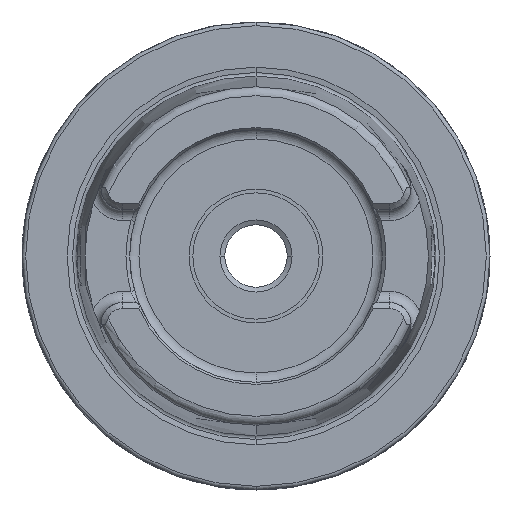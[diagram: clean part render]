
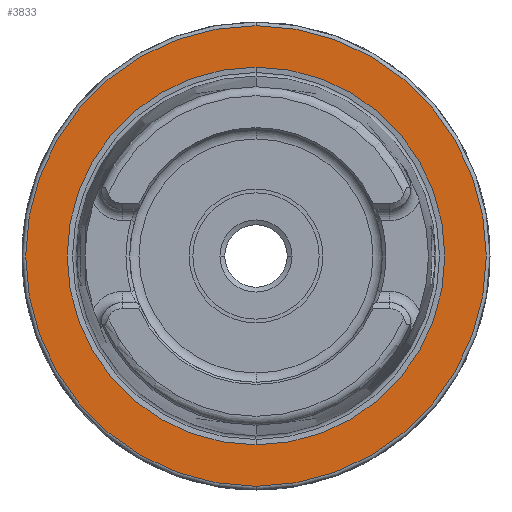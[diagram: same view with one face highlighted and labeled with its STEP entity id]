
A CAD part, left-side view. The second image highlights one B-rep face of the part: STEP entity #3833.
In plain terms, the highlighted planar face has unit normal (-1, 0, 0).
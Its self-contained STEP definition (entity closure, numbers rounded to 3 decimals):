
#884=CARTESIAN_POINT('',(0.,0.,0.));
#885=DIRECTION('',(1.,0.,0.));
#886=DIRECTION('',(0.,0.,-1.));
#887=AXIS2_PLACEMENT_3D('',#884,#885,#886);
#889=CARTESIAN_POINT('',(0.,0.,0.));
#890=DIRECTION('',(1.,0.,0.));
#891=DIRECTION('',(0.,0.,1.));
#892=AXIS2_PLACEMENT_3D('',#889,#890,#891);
#894=CARTESIAN_POINT('',(0.,0.,0.));
#895=DIRECTION('',(-1.,0.,0.));
#896=DIRECTION('',(0.,0.,1.));
#897=AXIS2_PLACEMENT_3D('',#894,#895,#896);
#899=CARTESIAN_POINT('',(0.,0.,0.));
#900=DIRECTION('',(-1.,0.,0.));
#901=DIRECTION('',(0.,0.,-1.));
#902=AXIS2_PLACEMENT_3D('',#899,#900,#901);
#2482=CARTESIAN_POINT('',(0.,0.,-25.42));
#2483=CARTESIAN_POINT('',(0.,0.,25.42));
#2484=VERTEX_POINT('',#2482);
#2485=VERTEX_POINT('',#2483);
#2791=CARTESIAN_POINT('',(0.,0.,31.));
#2792=CARTESIAN_POINT('',(0.,0.,-31.));
#2793=VERTEX_POINT('',#2791);
#2794=VERTEX_POINT('',#2792);
#3817=CARTESIAN_POINT('',(0.,0.,0.));
#3818=DIRECTION('',(1.,0.,0.));
#3819=DIRECTION('',(0.,0.,1.));
#3820=AXIS2_PLACEMENT_3D('',#3817,#3818,#3819);
#3821=PLANE('',#3820);
#3822=ORIENTED_EDGE('',*,*,#3807,.F.);
#3824=ORIENTED_EDGE('',*,*,#3823,.F.);
#3825=EDGE_LOOP('',(#3822,#3824));
#3826=FACE_OUTER_BOUND('',#3825,.F.);
#3828=ORIENTED_EDGE('',*,*,#3827,.F.);
#3830=ORIENTED_EDGE('',*,*,#3829,.F.);
#3831=EDGE_LOOP('',(#3828,#3830));
#3832=FACE_BOUND('',#3831,.F.);
#3833=ADVANCED_FACE('',(#3826,#3832),#3821,.F.);
#888=CIRCLE('',#887,25.42);
#893=CIRCLE('',#892,25.42);
#898=CIRCLE('',#897,31.);
#903=CIRCLE('',#902,31.);
#3807=EDGE_CURVE('',#2793,#2794,#898,.T.);
#3823=EDGE_CURVE('',#2794,#2793,#903,.T.);
#3827=EDGE_CURVE('',#2484,#2485,#888,.T.);
#3829=EDGE_CURVE('',#2485,#2484,#893,.T.);
